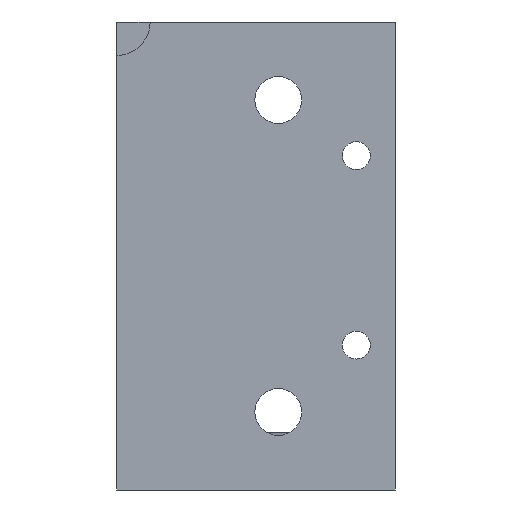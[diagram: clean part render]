
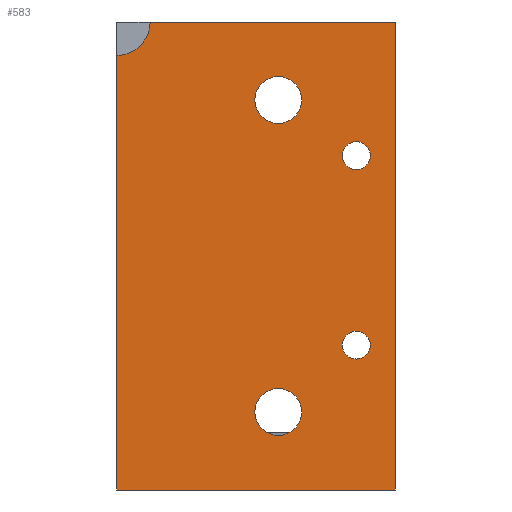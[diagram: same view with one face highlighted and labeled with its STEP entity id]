
A CAD part, left-side view. The second image highlights one B-rep face of the part: STEP entity #583.
In plain terms, the highlighted planar face has unit normal (-1, 0, 0).
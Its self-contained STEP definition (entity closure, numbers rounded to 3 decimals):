
#29=FACE_BOUND('',#120,.T.);
#30=FACE_BOUND('',#121,.T.);
#31=FACE_BOUND('',#122,.T.);
#32=FACE_BOUND('',#123,.T.);
#49=PLANE('',#651);
#77=FACE_OUTER_BOUND('',#119,.T.);
#119=EDGE_LOOP('',(#534,#535,#536,#537,#538));
#120=EDGE_LOOP('',(#539));
#121=EDGE_LOOP('',(#540));
#122=EDGE_LOOP('',(#541));
#123=EDGE_LOOP('',(#542));
#136=LINE('',#846,#194);
#137=LINE('',#859,#195);
#176=LINE('',#953,#234);
#182=LINE('',#966,#240);
#194=VECTOR('',#688,10.);
#195=VECTOR('',#701,10.);
#234=VECTOR('',#786,10.);
#240=VECTOR('',#806,10.);
#242=CIRCLE('',#607,1.25);
#244=CIRCLE('',#610,1.25);
#245=CIRCLE('',#612,3.);
#259=CIRCLE('',#639,2.1);
#260=CIRCLE('',#641,2.1);
#262=VERTEX_POINT('',#813);
#264=VERTEX_POINT('',#819);
#265=VERTEX_POINT('',#823);
#266=VERTEX_POINT('',#824);
#274=VERTEX_POINT('',#844);
#280=VERTEX_POINT('',#858);
#310=VERTEX_POINT('',#938);
#311=VERTEX_POINT('',#942);
#312=VERTEX_POINT('',#951);
#315=EDGE_CURVE('',#262,#262,#242,.T.);
#318=EDGE_CURVE('',#264,#264,#244,.T.);
#319=EDGE_CURVE('',#265,#266,#245,.T.);
#330=EDGE_CURVE('',#266,#274,#136,.T.);
#336=EDGE_CURVE('',#265,#280,#137,.T.);
#376=EDGE_CURVE('',#310,#310,#259,.T.);
#378=EDGE_CURVE('',#311,#311,#260,.T.);
#384=EDGE_CURVE('',#312,#274,#176,.T.);
#390=EDGE_CURVE('',#280,#312,#182,.T.);
#534=ORIENTED_EDGE('',*,*,#319,.T.);
#535=ORIENTED_EDGE('',*,*,#330,.T.);
#536=ORIENTED_EDGE('',*,*,#384,.F.);
#537=ORIENTED_EDGE('',*,*,#390,.F.);
#538=ORIENTED_EDGE('',*,*,#336,.F.);
#539=ORIENTED_EDGE('',*,*,#315,.T.);
#540=ORIENTED_EDGE('',*,*,#318,.T.);
#541=ORIENTED_EDGE('',*,*,#376,.T.);
#542=ORIENTED_EDGE('',*,*,#378,.T.);
#583=ADVANCED_FACE('',(#77,#29,#30,#31,#32),#49,.T.);
#607=AXIS2_PLACEMENT_3D('',#815,#660,#661);
#610=AXIS2_PLACEMENT_3D('',#821,#667,#668);
#612=AXIS2_PLACEMENT_3D('',#825,#671,#672);
#639=AXIS2_PLACEMENT_3D('',#939,#768,#769);
#641=AXIS2_PLACEMENT_3D('',#943,#773,#774);
#651=AXIS2_PLACEMENT_3D('',#965,#804,#805);
#660=DIRECTION('center_axis',(1.,0.,0.));
#661=DIRECTION('ref_axis',(0.,0.,1.));
#667=DIRECTION('center_axis',(1.,0.,0.));
#668=DIRECTION('ref_axis',(0.,0.,1.));
#671=DIRECTION('center_axis',(1.,0.,0.));
#672=DIRECTION('ref_axis',(0.,0.,-1.));
#688=DIRECTION('',(0.,0.,-1.));
#701=DIRECTION('',(0.,-1.,0.));
#768=DIRECTION('center_axis',(1.,0.,0.));
#769=DIRECTION('ref_axis',(0.,0.,
-1.));
#773=DIRECTION('center_axis',(1.,0.,0.));
#774=DIRECTION('ref_axis',(0.,0.,
-1.));
#786=DIRECTION('',(0.,1.,0.));
#804=DIRECTION('center_axis',(-1.,0.,0.));
#805=DIRECTION('ref_axis',(0.,1.,0.));
#806=DIRECTION('',(0.,0.,-1.));
#813=CARTESIAN_POINT('',(-220.,94.57,270.684));
#815=CARTESIAN_POINT('Origin',(-220.,94.57,271.934));
#819=CARTESIAN_POINT('',(-220.,94.57,253.684));
#821=CARTESIAN_POINT('Origin',(-220.,94.57,254.934));
#823=CARTESIAN_POINT('',(-220.,113.07,283.934));
#824=CARTESIAN_POINT('',(-220.,116.07,280.934));
#825=CARTESIAN_POINT('Origin',(-220.,116.07,283.934));
#844=CARTESIAN_POINT('',(-220.,116.07,241.934));
#846=CARTESIAN_POINT('',(-220.,116.07,287.934));
#858=CARTESIAN_POINT('',(-220.,91.07,283.934));
#859=CARTESIAN_POINT('',(-220.,116.07,283.934));
#938=CARTESIAN_POINT('',(-220.,101.57,279.034));
#939=CARTESIAN_POINT('Origin',(-220.,101.57,276.934));
#942=CARTESIAN_POINT('',(-220.,101.57,251.034));
#943=CARTESIAN_POINT('Origin',(-220.,101.57,248.934));
#951=CARTESIAN_POINT('',(-220.,91.07,241.934));
#953=CARTESIAN_POINT('',(-220.,116.07,241.934));
#965=CARTESIAN_POINT('Origin',(-220.,76.07,287.934));
#966=CARTESIAN_POINT('',(-220.,91.07,287.934));
